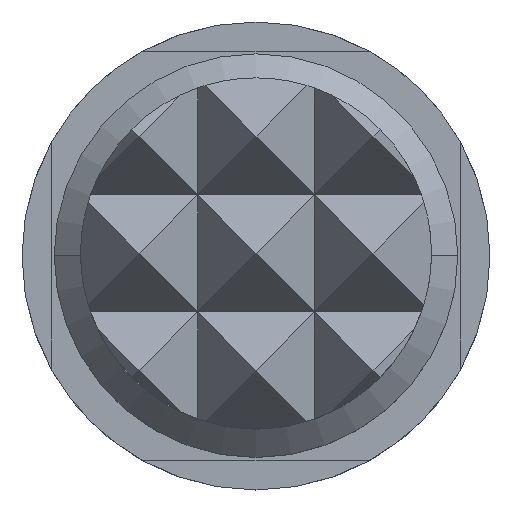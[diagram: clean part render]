
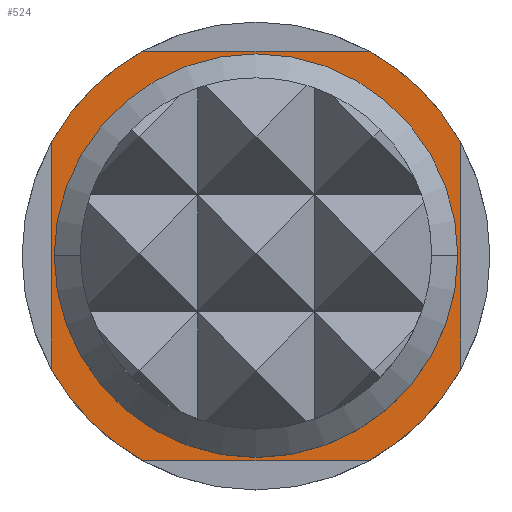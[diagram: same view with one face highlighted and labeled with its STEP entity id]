
A CAD part, top view. The second image highlights one B-rep face of the part: STEP entity #524.
In plain terms, the highlighted planar face has unit normal (0, 0, 1).
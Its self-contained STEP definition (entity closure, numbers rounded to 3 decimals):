
#85 = CARTESIAN_POINT ( 'NONE',  ( 0.968, -1.75, -0.9 ) ) ;
#92 = AXIS2_PLACEMENT_3D ( 'NONE', #2332, #966, #2621 ) ;
#102 = CARTESIAN_POINT ( 'NONE',  ( 1.75, 1.75, -0.9 ) ) ;
#147 = AXIS2_PLACEMENT_3D ( 'NONE', #2327, #2253, #597 ) ;
#203 = DIRECTION ( 'NONE',  ( 0., 0., 1. ) ) ;
#273 = CARTESIAN_POINT ( 'NONE',  ( -1.75, -0.968, -0.9 ) ) ;
#315 = ORIENTED_EDGE ( 'NONE', *, *, #3564, .T. ) ;
#339 = CARTESIAN_POINT ( 'NONE',  ( -1.75, 0.968, -0.9 ) ) ;
#388 = DIRECTION ( 'NONE',  ( 0., 0., 1. ) ) ;
#414 = CARTESIAN_POINT ( 'NONE',  ( -0.968, 1.75, -0.9 ) ) ;
#419 = VERTEX_POINT ( 'NONE', #414 ) ;
#449 = FACE_BOUND ( 'NONE', #769, .T. ) ;
#477 = CARTESIAN_POINT ( 'NONE',  ( -1.75, 1.75, -0.9 ) ) ;
#524 = ADVANCED_FACE ( 'NONE', ( #449, #1577 ), #1864, .T. ) ;
#597 = DIRECTION ( 'NONE',  ( 1., 0., 0. ) ) ;
#625 = LINE ( 'NONE', #2592, #1381 ) ;
#640 = EDGE_CURVE ( 'NONE', #3649, #3083, #1641, .T. ) ;
#646 = LINE ( 'NONE', #924, #3049 ) ;
#678 = ORIENTED_EDGE ( 'NONE', *, *, #640, .F. ) ;
#742 = CIRCLE ( 'NONE', #147, 2. ) ;
#769 = EDGE_LOOP ( 'NONE', ( #3616, #678 ) ) ;
#793 = AXIS2_PLACEMENT_3D ( 'NONE', #2918, #2787, #1781 ) ;
#924 = CARTESIAN_POINT ( 'NONE',  ( 1.75, -1.75, -0.9 ) ) ;
#940 = VECTOR ( 'NONE', #3012, 1000. ) ;
#966 = DIRECTION ( 'NONE',  ( 0., 0., 1. ) ) ;
#995 = EDGE_CURVE ( 'NONE', #3590, #3218, #646, .T. ) ;
#1056 = AXIS2_PLACEMENT_3D ( 'NONE', #3295, #203, #2453 ) ;
#1077 = EDGE_CURVE ( 'NONE', #1350, #419, #1534, .T. ) ;
#1197 = EDGE_CURVE ( 'NONE', #419, #2982, #1995, .T. ) ;
#1202 = EDGE_CURVE ( 'NONE', #2982, #1490, #2997, .T. ) ;
#1232 = ORIENTED_EDGE ( 'NONE', *, *, #1500, .T. ) ;
#1268 = ORIENTED_EDGE ( 'NONE', *, *, #2958, .T. ) ;
#1269 = CARTESIAN_POINT ( 'NONE',  ( 1.75, -0.968, -0.9 ) ) ;
#1290 = ORIENTED_EDGE ( 'NONE', *, *, #1197, .T. ) ;
#1329 = CIRCLE ( 'NONE', #92, 2. ) ;
#1350 = VERTEX_POINT ( 'NONE', #2496 ) ;
#1353 = DIRECTION ( 'NONE',  ( 1., 0., 0. ) ) ;
#1381 = VECTOR ( 'NONE', #2515, 1000. ) ;
#1406 = CARTESIAN_POINT ( 'NONE',  ( -0.968, -1.75, -0.9 ) ) ;
#1490 = VERTEX_POINT ( 'NONE', #273 ) ;
#1500 = EDGE_CURVE ( 'NONE', #3214, #3655, #625, .T. ) ;
#1534 = LINE ( 'NONE', #102, #2815 ) ;
#1577 = FACE_OUTER_BOUND ( 'NONE', #2755, .T. ) ;
#1596 = DIRECTION ( 'NONE',  ( 0., 0., 1. ) ) ;
#1641 = CIRCLE ( 'NONE', #1056, 1.725 ) ;
#1694 = EDGE_CURVE ( 'NONE', #3218, #3214, #2554, .T. ) ;
#1763 = AXIS2_PLACEMENT_3D ( 'NONE', #2988, #1596, #2431 ) ;
#1781 = DIRECTION ( 'NONE',  ( 1., 0., 0. ) ) ;
#1864 = PLANE ( 'NONE',  #1763 ) ;
#1904 = DIRECTION ( 'NONE',  ( 1., 0., 0. ) ) ;
#1952 = CARTESIAN_POINT ( 'NONE',  ( 1.75, 0.968, -0.9 ) ) ;
#1967 = ORIENTED_EDGE ( 'NONE', *, *, #1694, .T. ) ;
#1995 = CIRCLE ( 'NONE', #2055, 2. ) ;
#2045 = DIRECTION ( 'NONE',  ( 1., 0., 0. ) ) ;
#2055 = AXIS2_PLACEMENT_3D ( 'NONE', #2906, #388, #1904 ) ;
#2125 = EDGE_CURVE ( 'NONE', #3083, #3649, #3313, .T. ) ;
#2253 = DIRECTION ( 'NONE',  ( 0., 0., 1. ) ) ;
#2324 = AXIS2_PLACEMENT_3D ( 'NONE', #2975, #2749, #1353 ) ;
#2327 = CARTESIAN_POINT ( 'NONE',  ( 0., 0., -0.9 ) ) ;
#2332 = CARTESIAN_POINT ( 'NONE',  ( 0., 0., -0.9 ) ) ;
#2337 = ORIENTED_EDGE ( 'NONE', *, *, #1202, .T. ) ;
#2431 = DIRECTION ( 'NONE',  ( 1., 0., 0. ) ) ;
#2453 = DIRECTION ( 'NONE',  ( 1., 0., 0. ) ) ;
#2496 = CARTESIAN_POINT ( 'NONE',  ( 0.968, 1.75, -0.9 ) ) ;
#2515 = DIRECTION ( 'NONE',  ( 0., 1., 0. ) ) ;
#2554 = CIRCLE ( 'NONE', #2324, 2. ) ;
#2592 = CARTESIAN_POINT ( 'NONE',  ( 1.75, 1.75, -0.9 ) ) ;
#2621 = DIRECTION ( 'NONE',  ( 1., 0., 0. ) ) ;
#2665 = ORIENTED_EDGE ( 'NONE', *, *, #995, .T. ) ;
#2749 = DIRECTION ( 'NONE',  ( 0., 0., 1. ) ) ;
#2755 = EDGE_LOOP ( 'NONE', ( #1290, #2337, #1268, #2665, #1967, #1232, #315, #3582 ) ) ;
#2787 = DIRECTION ( 'NONE',  ( 0., 0., 1. ) ) ;
#2815 = VECTOR ( 'NONE', #3234, 1000. ) ;
#2819 = CARTESIAN_POINT ( 'NONE',  ( 1.725, 0., -0.9 ) ) ;
#2906 = CARTESIAN_POINT ( 'NONE',  ( 0., 0., -0.9 ) ) ;
#2918 = CARTESIAN_POINT ( 'NONE',  ( 0., 0., -0.9 ) ) ;
#2958 = EDGE_CURVE ( 'NONE', #1490, #3590, #742, .T. ) ;
#2975 = CARTESIAN_POINT ( 'NONE',  ( 0., 0., -0.9 ) ) ;
#2982 = VERTEX_POINT ( 'NONE', #339 ) ;
#2988 = CARTESIAN_POINT ( 'NONE',  ( 0., 0., -0.9 ) ) ;
#2997 = LINE ( 'NONE', #477, #940 ) ;
#3012 = DIRECTION ( 'NONE',  ( 0., -1., 0. ) ) ;
#3049 = VECTOR ( 'NONE', #2045, 1000. ) ;
#3083 = VERTEX_POINT ( 'NONE', #2819 ) ;
#3117 = CARTESIAN_POINT ( 'NONE',  ( -1.725, 0., -0.9 ) ) ;
#3214 = VERTEX_POINT ( 'NONE', #1269 ) ;
#3218 = VERTEX_POINT ( 'NONE', #85 ) ;
#3234 = DIRECTION ( 'NONE',  ( -1., 0., 0. ) ) ;
#3295 = CARTESIAN_POINT ( 'NONE',  ( 0., 0., -0.9 ) ) ;
#3313 = CIRCLE ( 'NONE', #793, 1.725 ) ;
#3564 = EDGE_CURVE ( 'NONE', #3655, #1350, #1329, .T. ) ;
#3582 = ORIENTED_EDGE ( 'NONE', *, *, #1077, .T. ) ;
#3590 = VERTEX_POINT ( 'NONE', #1406 ) ;
#3616 = ORIENTED_EDGE ( 'NONE', *, *, #2125, .F. ) ;
#3649 = VERTEX_POINT ( 'NONE', #3117 ) ;
#3655 = VERTEX_POINT ( 'NONE', #1952 ) ;
